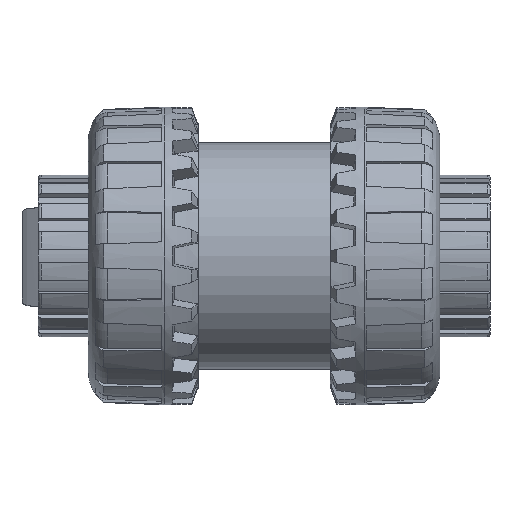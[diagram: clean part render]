
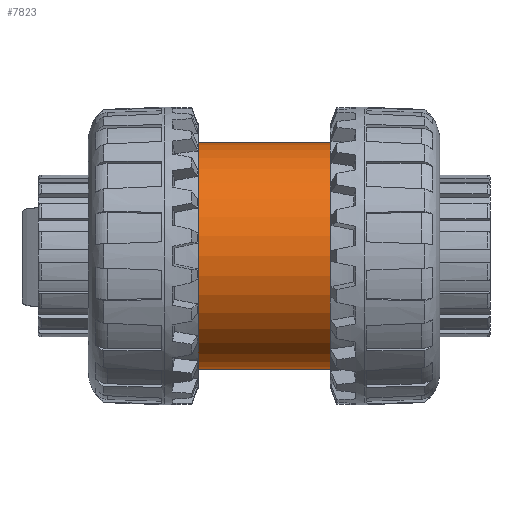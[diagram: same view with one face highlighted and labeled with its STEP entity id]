
A CAD part, front view. The second image highlights one B-rep face of the part: STEP entity #7823.
In plain terms, the highlighted cylindrical face has radius 20.55 mm (diameter 41.1 mm), a full revolution.
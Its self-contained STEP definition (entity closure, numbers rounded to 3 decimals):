
#1565=B_SPLINE_CURVE_WITH_KNOTS('',3,(#11716,#11717,#11718,#11719,#11720,
#11721,#11722,#11723,#11724,#11725,#11726,#11727,#11728,#11729,#11730,#11731,
#11732,#11733,#11734,#11735,#11736,#11737,#11738,#11739,#11740,#11741,#11742,
#11743,#11744,#11745,#11746,#11747,#11748,#11749,#11750,#11751,#11752,#11753,
#11754,#11755,#11756,#11757,#11758,#11759,#11760,#11761,#11762,#11763,#11764,
#11765,#11766,#11767,#11768,#11769,#11770,#11771,#11772,#11773,#11774,#11775,
#11776,#11777,#11778,#11779,#11780,#11781,#11782,#11783,#11784,#11785,#11786,
#11787,#11788,#11789,#11790,#11791,#11792,#11793,#11794,#11795,#11796,#11797,
#11798,#11799,#11800,#11801,#11802,#11803,#11804,#11805,#11806,#11807,#11808,
#11809),.UNSPECIFIED.,.T.,.F.,(4,3,3,3,3,3,3,3,3,3,3,3,3,3,3,3,3,3,3,3,
3,3,3,3,3,3,3,3,3,3,3,4),(0.,0.265,0.56,0.717,
0.834,1.121,1.392,1.521,1.626,
1.893,2.159,2.272,2.365,2.659,
2.877,3.024,3.148,3.419,3.715,
3.829,3.929,4.21,4.453,4.59,
4.689,4.962,5.257,5.363,5.465,
5.76,6.025,6.143),.UNSPECIFIED.);
#1699=FACE_BOUND('',#2194,.T.);
#1700=FACE_BOUND('',#2195,.T.);
#1733=FACE_OUTER_BOUND('',#2193,.T.);
#2193=EDGE_LOOP('',(#5179));
#2194=EDGE_LOOP('',(#5180));
#2195=EDGE_LOOP('',(#5181));
#2679=CIRCLE('',#8289,20.55);
#2680=CIRCLE('',#8291,20.55);
#3085=VERTEX_POINT('',#11715);
#3086=VERTEX_POINT('',#11812);
#3087=VERTEX_POINT('',#11815);
#3920=EDGE_CURVE('',#3085,#3085,#1565,.T.);
#3921=EDGE_CURVE('',#3086,#3086,#2679,.T.);
#3922=EDGE_CURVE('',#3087,#3087,#2680,.T.);
#5179=ORIENTED_EDGE('',*,*,#3921,.F.);
#5180=ORIENTED_EDGE('',*,*,#3920,.T.);
#5181=ORIENTED_EDGE('',*,*,#3922,.F.);
#7716=CYLINDRICAL_SURFACE('',#8290,20.55);
#7823=ADVANCED_FACE('',(#1733,#1699,#1700),#7716,.T.);
#8289=AXIS2_PLACEMENT_3D('',#11813,#9295,#9296);
#8290=AXIS2_PLACEMENT_3D('',#11814,#9297,#9298);
#8291=AXIS2_PLACEMENT_3D('',#11816,#9299,#9300);
#9295=DIRECTION('center_axis',(-1.,0.,0.));
#9296=DIRECTION('ref_axis',(0.,-1.,0.));
#9297=DIRECTION('center_axis',(1.,0.,0.));
#9298=DIRECTION('ref_axis',(0.,-1.,0.));
#9299=DIRECTION('center_axis',(1.,0.,0.));
#9300=DIRECTION('ref_axis',(0.,-1.,0.));
#11715=CARTESIAN_POINT('',(0.,17.953,10.));
#11716=CARTESIAN_POINT('Ctrl Pts',(0.,17.953,
10.));
#11717=CARTESIAN_POINT('Ctrl Pts',(-0.885,17.953,
10.));
#11718=CARTESIAN_POINT('Ctrl Pts',(-1.803,18.022,9.879));
#11719=CARTESIAN_POINT('Ctrl Pts',(-2.689,18.153,9.632));
#11720=CARTESIAN_POINT('Ctrl Pts',(-3.672,18.299,9.357));
#11721=CARTESIAN_POINT('Ctrl Pts',(-4.615,18.519,8.928));
#11722=CARTESIAN_POINT('Ctrl Pts',(-5.455,18.763,8.381));
#11723=CARTESIAN_POINT('Ctrl Pts',(-5.903,18.894,8.089));
#11724=CARTESIAN_POINT('Ctrl Pts',(-6.323,19.03,7.765));
#11725=CARTESIAN_POINT('Ctrl Pts',(-6.706,19.164,7.418));
#11726=CARTESIAN_POINT('Ctrl Pts',(-6.989,19.264,7.162));
#11727=CARTESIAN_POINT('Ctrl Pts',(-7.252,19.361,6.896));
#11728=CARTESIAN_POINT('Ctrl Pts',(-7.506,19.459,6.608));
#11729=CARTESIAN_POINT('Ctrl Pts',(-8.133,19.7,5.896));
#11730=CARTESIAN_POINT('Ctrl Pts',(-8.683,19.939,5.06));
#11731=CARTESIAN_POINT('Ctrl Pts',(-9.097,20.126,4.153));
#11732=CARTESIAN_POINT('Ctrl Pts',(-9.487,20.302,3.298));
#11733=CARTESIAN_POINT('Ctrl Pts',(-9.758,20.433,2.378));
#11734=CARTESIAN_POINT('Ctrl Pts',(-9.894,20.498,1.455));
#11735=CARTESIAN_POINT('Ctrl Pts',(-9.958,20.53,1.016));
#11736=CARTESIAN_POINT('Ctrl Pts',(-9.993,20.546,0.578));
#11737=CARTESIAN_POINT('Ctrl Pts',(-9.999,20.549,0.146));
#11738=CARTESIAN_POINT('Ctrl Pts',(-10.004,20.552,-0.205));
#11739=CARTESIAN_POINT('Ctrl Pts',(-9.991,20.546,-0.557));
#11740=CARTESIAN_POINT('Ctrl Pts',(-9.958,20.53,-0.913));
#11741=CARTESIAN_POINT('Ctrl Pts',(-9.875,20.489,-1.82));
#11742=CARTESIAN_POINT('Ctrl Pts',(-9.662,20.386,-2.74));
#11743=CARTESIAN_POINT('Ctrl Pts',(-9.327,20.231,-3.607));
#11744=CARTESIAN_POINT('Ctrl Pts',(-8.994,20.077,-4.468));
#11745=CARTESIAN_POINT('Ctrl Pts',(-8.54,19.874,-5.28));
#11746=CARTESIAN_POINT('Ctrl Pts',(-8.003,19.656,-5.996));
#11747=CARTESIAN_POINT('Ctrl Pts',(-7.775,19.563,-6.3));
#11748=CARTESIAN_POINT('Ctrl Pts',(-7.532,19.467,-6.588));
#11749=CARTESIAN_POINT('Ctrl Pts',(-7.28,19.373,-6.856));
#11750=CARTESIAN_POINT('Ctrl Pts',(-7.071,19.294,-7.077));
#11751=CARTESIAN_POINT('Ctrl Pts',(-6.856,19.216,-7.286));
#11752=CARTESIAN_POINT('Ctrl Pts',(-6.626,19.137,-7.489));
#11753=CARTESIAN_POINT('Ctrl Pts',(-5.9,18.885,-8.132));
#11754=CARTESIAN_POINT('Ctrl Pts',(-5.046,18.627,-8.693));
#11755=CARTESIAN_POINT('Ctrl Pts',(-4.119,18.419,-9.112));
#11756=CARTESIAN_POINT('Ctrl Pts',(-3.433,18.266,-9.422));
#11757=CARTESIAN_POINT('Ctrl Pts',(-2.707,18.141,-9.656));
#11758=CARTESIAN_POINT('Ctrl Pts',(-1.97,18.061,-9.804));
#11759=CARTESIAN_POINT('Ctrl Pts',(-1.471,18.006,-9.904));
#11760=CARTESIAN_POINT('Ctrl Pts',(-0.968,17.972,-9.965));
#11761=CARTESIAN_POINT('Ctrl Pts',(-0.472,17.959,
-9.989));
#11762=CARTESIAN_POINT('Ctrl Pts',(-0.055,17.948,
-10.009));
#11763=CARTESIAN_POINT('Ctrl Pts',(0.357,17.951,-10.002));
#11764=CARTESIAN_POINT('Ctrl Pts',(0.776,17.97,-9.97));
#11765=CARTESIAN_POINT('Ctrl Pts',(1.693,18.009,-9.898));
#11766=CARTESIAN_POINT('Ctrl Pts',(2.625,18.123,-9.695));
#11767=CARTESIAN_POINT('Ctrl Pts',(3.505,18.292,-9.366));
#11768=CARTESIAN_POINT('Ctrl Pts',(4.466,18.476,-9.006));
#11769=CARTESIAN_POINT('Ctrl Pts',(5.366,18.723,-8.496));
#11770=CARTESIAN_POINT('Ctrl Pts',(6.148,18.976,-7.887));
#11771=CARTESIAN_POINT('Ctrl Pts',(6.448,19.073,-7.653));
#11772=CARTESIAN_POINT('Ctrl Pts',(6.73,19.171,-7.406));
#11773=CARTESIAN_POINT('Ctrl Pts',(6.993,19.267,-7.148));
#11774=CARTESIAN_POINT('Ctrl Pts',(7.224,19.351,-6.922));
#11775=CARTESIAN_POINT('Ctrl Pts',(7.446,19.435,-6.684));
#11776=CARTESIAN_POINT('Ctrl Pts',(7.659,19.518,-6.43));
#11777=CARTESIAN_POINT('Ctrl Pts',(8.261,19.754,-5.713));
#11778=CARTESIAN_POINT('Ctrl Pts',(8.783,19.983,-4.881));
#11779=CARTESIAN_POINT('Ctrl Pts',(9.172,20.16,-3.984));
#11780=CARTESIAN_POINT('Ctrl Pts',(9.507,20.313,-3.213));
#11781=CARTESIAN_POINT('Ctrl Pts',(9.745,20.427,-2.392));
#11782=CARTESIAN_POINT('Ctrl Pts',(9.876,20.49,-1.568));
#11783=CARTESIAN_POINT('Ctrl Pts',(9.951,20.526,-1.099));
#11784=CARTESIAN_POINT('Ctrl Pts',(9.991,20.546,-0.629));
#11785=CARTESIAN_POINT('Ctrl Pts',(9.999,20.549,-0.168));
#11786=CARTESIAN_POINT('Ctrl Pts',(10.004,20.552,0.162));
#11787=CARTESIAN_POINT('Ctrl Pts',(9.994,20.547,0.491));
#11788=CARTESIAN_POINT('Ctrl Pts',(9.966,20.533,0.824));
#11789=CARTESIAN_POINT('Ctrl Pts',(9.889,20.496,1.749));
#11790=CARTESIAN_POINT('Ctrl Pts',(9.678,20.393,2.69));
#11791=CARTESIAN_POINT('Ctrl Pts',(9.339,20.237,3.576));
#11792=CARTESIAN_POINT('Ctrl Pts',(8.972,20.067,4.535));
#11793=CARTESIAN_POINT('Ctrl Pts',(8.454,19.836,5.432));
#11794=CARTESIAN_POINT('Ctrl Pts',(7.84,19.59,6.208));
#11795=CARTESIAN_POINT('Ctrl Pts',(7.619,19.501,6.487));
#11796=CARTESIAN_POINT('Ctrl Pts',(7.385,19.411,6.751));
#11797=CARTESIAN_POINT('Ctrl Pts',(7.144,19.322,6.997));
#11798=CARTESIAN_POINT('Ctrl Pts',(6.915,19.237,7.232));
#11799=CARTESIAN_POINT('Ctrl Pts',(6.673,19.151,7.456));
#11800=CARTESIAN_POINT('Ctrl Pts',(6.415,19.065,7.671));
#11801=CARTESIAN_POINT('Ctrl Pts',(5.663,18.812,8.3));
#11802=CARTESIAN_POINT('Ctrl Pts',(4.787,18.557,8.839));
#11803=CARTESIAN_POINT('Ctrl Pts',(3.844,18.36,9.232));
#11804=CARTESIAN_POINT('Ctrl Pts',(2.996,18.182,9.585));
#11805=CARTESIAN_POINT('Ctrl Pts',(2.092,18.052,9.821));
#11806=CARTESIAN_POINT('Ctrl Pts',(1.19,17.992,9.929));
#11807=CARTESIAN_POINT('Ctrl Pts',(0.791,17.966,9.977));
#11808=CARTESIAN_POINT('Ctrl Pts',(0.392,17.953,10.));
#11809=CARTESIAN_POINT('Ctrl Pts',(0.,17.953,
10.));
#11812=CARTESIAN_POINT('',(-22.,20.55,0.));
#11813=CARTESIAN_POINT('Origin',(-22.,0.,0.));
#11814=CARTESIAN_POINT('Origin',(0.,0.,0.));
#11815=CARTESIAN_POINT('',(22.,20.55,0.));
#11816=CARTESIAN_POINT('Origin',(22.,0.,0.));
